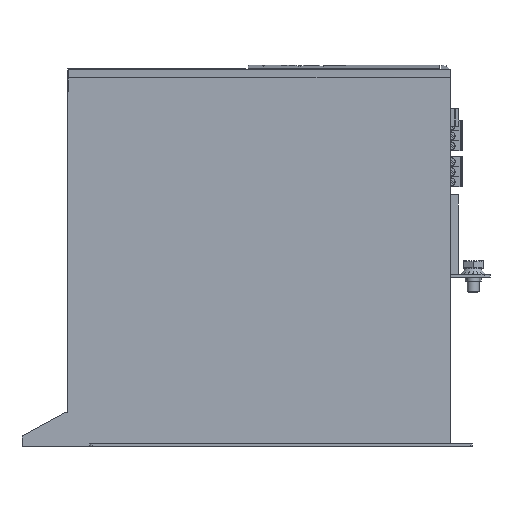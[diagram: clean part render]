
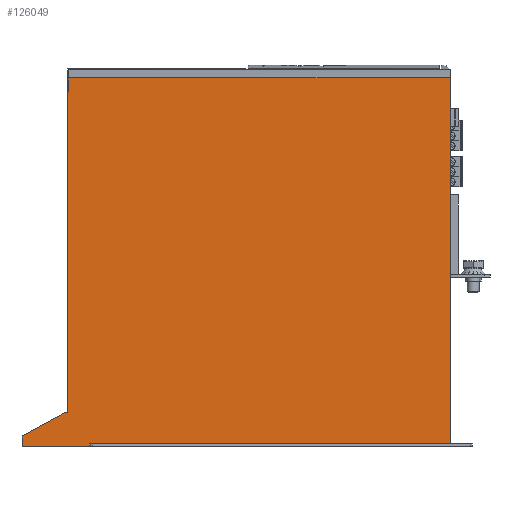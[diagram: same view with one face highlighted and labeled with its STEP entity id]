
A CAD part, left-side view. The second image highlights one B-rep face of the part: STEP entity #126049.
In plain terms, the highlighted planar face has unit normal (-1, 0, 0).
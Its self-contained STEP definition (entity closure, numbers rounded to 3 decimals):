
#5196 = VERTEX_POINT ( 'NONE', #45141 ) ;
#5434 = EDGE_CURVE ( 'NONE', #57951, #79642, #94349, .T. ) ;
#8432 = DIRECTION ( 'NONE',  ( 0., 0., 1. ) ) ;
#9180 = ORIENTED_EDGE ( 'NONE', *, *, #12435, .F. ) ;
#9466 = CARTESIAN_POINT ( 'NONE',  ( -90., 216., -1.499 ) ) ;
#9889 = DIRECTION ( 'NONE',  ( 0., 0.035, -0.999 ) ) ;
#12382 = CARTESIAN_POINT ( 'NONE',  ( -90., 192.618, 184.5 ) ) ;
#12435 = EDGE_CURVE ( 'NONE', #149899, #57951, #53666, .T. ) ;
#18546 = EDGE_LOOP ( 'NONE', ( #50313, #151218, #107112, #105940, #9180, #67286, #71264, #124672, #123634, #69292 ) ) ;
#19744 = CARTESIAN_POINT ( 'NONE',  ( -90., 216., -1.499 ) ) ;
#22633 = VECTOR ( 'NONE', #8432, 1000. ) ;
#24588 = VECTOR ( 'NONE', #92158, 1000. ) ;
#26406 = CARTESIAN_POINT ( 'NONE',  ( -90., 182., 0. ) ) ;
#26843 = VECTOR ( 'NONE', #91719, 1000. ) ;
#28130 = VERTEX_POINT ( 'NONE', #63429 ) ;
#32183 = VERTEX_POINT ( 'NONE', #86188 ) ;
#35238 = VERTEX_POINT ( 'NONE', #12382 ) ;
#40264 = CARTESIAN_POINT ( 'NONE',  ( -90., 0., 0. ) ) ;
#45141 = CARTESIAN_POINT ( 'NONE',  ( -90., 194.067, 15.895 ) ) ;
#46978 = CARTESIAN_POINT ( 'NONE',  ( -90., 192.867, 16. ) ) ;
#47388 = LINE ( 'NONE', #53380, #24588 ) ;
#50313 = ORIENTED_EDGE ( 'NONE', *, *, #107491, .F. ) ;
#50503 = EDGE_CURVE ( 'NONE', #5196, #28130, #47388, .T. ) ;
#51614 = CARTESIAN_POINT ( 'NONE',  ( -90., 0., 0. ) ) ;
#53380 = CARTESIAN_POINT ( 'NONE',  ( -90., 192.867, 16. ) ) ;
#53430 = LINE ( 'NONE', #152187, #26843 ) ;
#53666 = LINE ( 'NONE', #87731, #131424 ) ;
#53815 = CARTESIAN_POINT ( 'NONE',  ( -90., 192.867, 175. ) ) ;
#57951 = VERTEX_POINT ( 'NONE', #51614 ) ;
#60239 = EDGE_CURVE ( 'NONE', #149899, #35238, #53430, .T. ) ;
#60314 = CARTESIAN_POINT ( 'NONE',  ( -90., 0., 184.5 ) ) ;
#63429 = CARTESIAN_POINT ( 'NONE',  ( -90., 192.867, 16. ) ) ;
#64157 = DIRECTION ( 'NONE',  ( 0., 0., -1. ) ) ;
#64183 = VECTOR ( 'NONE', #70913, 1000. ) ;
#65746 = DIRECTION ( 'NONE',  ( 1., 0., 0. ) ) ;
#67286 = ORIENTED_EDGE ( 'NONE', *, *, #60239, .T. ) ;
#69292 = ORIENTED_EDGE ( 'NONE', *, *, #74746, .F. ) ;
#70913 = DIRECTION ( 'NONE',  ( 0., 0., 1. ) ) ;
#71264 = ORIENTED_EDGE ( 'NONE', *, *, #142576, .F. ) ;
#71818 = LINE ( 'NONE', #46978, #64183 ) ;
#74746 = EDGE_CURVE ( 'NONE', #130153, #5196, #107774, .T. ) ;
#75018 = VECTOR ( 'NONE', #9889, 1000. ) ;
#76853 = LINE ( 'NONE', #154734, #75018 ) ;
#79642 = VERTEX_POINT ( 'NONE', #116490 ) ;
#79858 = CARTESIAN_POINT ( 'NONE',  ( -90., 216., -1.499 ) ) ;
#80259 = EDGE_CURVE ( 'NONE', #143956, #96172, #155245, .T. ) ;
#82439 = EDGE_CURVE ( 'NONE', #79642, #143956, #76853, .T. ) ;
#86188 = CARTESIAN_POINT ( 'NONE',  ( -90., 192.867, 175. ) ) ;
#87731 = CARTESIAN_POINT ( 'NONE',  ( -90., 0., 0. ) ) ;
#90147 = PLANE ( 'NONE',  #141684 ) ;
#91719 = DIRECTION ( 'NONE',  ( 0., 1., 0. ) ) ;
#92158 = DIRECTION ( 'NONE',  ( 0., -0.996, 0.087 ) ) ;
#93753 = EDGE_CURVE ( 'NONE', #28130, #32183, #71818, .T. ) ;
#94349 = LINE ( 'NONE', #26406, #130172 ) ;
#96172 = VERTEX_POINT ( 'NONE', #19744 ) ;
#96234 = CARTESIAN_POINT ( 'NONE',  ( -90., 194.067, 15.895 ) ) ;
#97249 = DIRECTION ( 'NONE',  ( 0., -0.879, 0.477 ) ) ;
#98329 = VECTOR ( 'NONE', #97249, 1000. ) ;
#100371 = LINE ( 'NONE', #9466, #22633 ) ;
#103694 = FACE_OUTER_BOUND ( 'NONE', #18546, .T. ) ;
#105940 = ORIENTED_EDGE ( 'NONE', *, *, #5434, .F. ) ;
#107112 = ORIENTED_EDGE ( 'NONE', *, *, #82439, .F. ) ;
#107491 = EDGE_CURVE ( 'NONE', #96172, #130153, #100371, .T. ) ;
#107774 = LINE ( 'NONE', #96234, #98329 ) ;
#111251 = DIRECTION ( 'NONE',  ( 0., 1., 0. ) ) ;
#116490 = CARTESIAN_POINT ( 'NONE',  ( -90., 182., 0. ) ) ;
#116641 = LINE ( 'NONE', #53815, #147172 ) ;
#116832 = DIRECTION ( 'NONE',  ( 0., 1., 0. ) ) ;
#123634 = ORIENTED_EDGE ( 'NONE', *, *, #50503, .F. ) ;
#124672 = ORIENTED_EDGE ( 'NONE', *, *, #93753, .F. ) ;
#125186 = DIRECTION ( 'NONE',  ( 0., 0., -1. ) ) ;
#126049 = ADVANCED_FACE ( 'NONE', ( #103694 ), #90147, .F. ) ;
#129370 = CARTESIAN_POINT ( 'NONE',  ( -90., 182.052, -1.499 ) ) ;
#130153 = VERTEX_POINT ( 'NONE', #150362 ) ;
#130172 = VECTOR ( 'NONE', #111251, 1000. ) ;
#131424 = VECTOR ( 'NONE', #125186, 1000. ) ;
#138698 = DIRECTION ( 'NONE',  ( 0., -0.026, 1. ) ) ;
#141684 = AXIS2_PLACEMENT_3D ( 'NONE', #40264, #65746, #64157 ) ;
#142576 = EDGE_CURVE ( 'NONE', #32183, #35238, #116641, .T. ) ;
#143956 = VERTEX_POINT ( 'NONE', #129370 ) ;
#145623 = VECTOR ( 'NONE', #116832, 1000. ) ;
#147172 = VECTOR ( 'NONE', #138698, 1000. ) ;
#149899 = VERTEX_POINT ( 'NONE', #60314 ) ;
#150362 = CARTESIAN_POINT ( 'NONE',  ( -90., 216., 4.001 ) ) ;
#151218 = ORIENTED_EDGE ( 'NONE', *, *, #80259, .F. ) ;
#152187 = CARTESIAN_POINT ( 'NONE',  ( -90., 0., 184.5 ) ) ;
#154734 = CARTESIAN_POINT ( 'NONE',  ( -90., 182.052, -1.499 ) ) ;
#155245 = LINE ( 'NONE', #79858, #145623 ) ;
